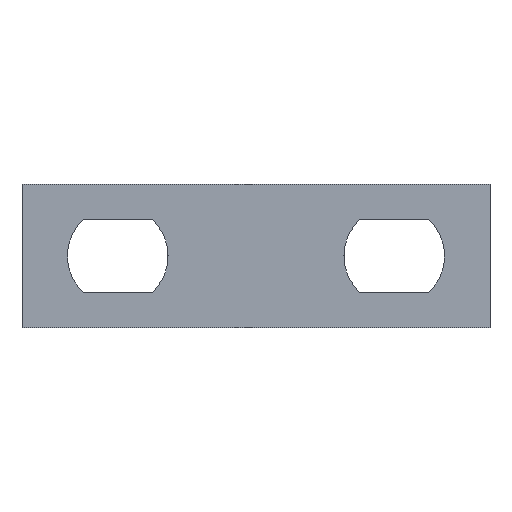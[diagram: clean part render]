
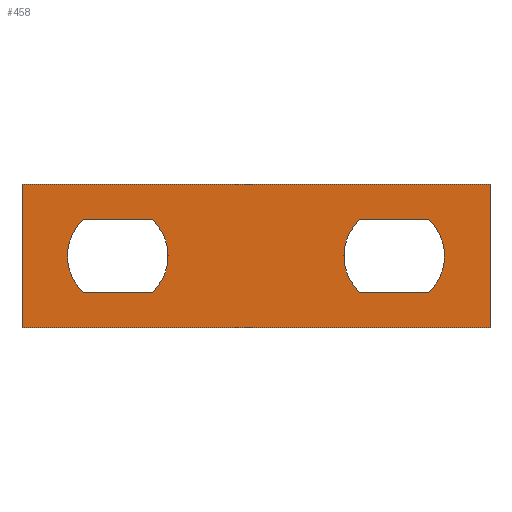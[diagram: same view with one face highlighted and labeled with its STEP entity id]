
A CAD part, top view. The second image highlights one B-rep face of the part: STEP entity #458.
In plain terms, the highlighted planar face has unit normal (0, 0, 1).
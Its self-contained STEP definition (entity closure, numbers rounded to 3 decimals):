
#220=AXIS2_PLACEMENT_3D('Circle Axis2P3D',#218,#219,$) ;
#282=AXIS2_PLACEMENT_3D('Circle Axis2P3D',#280,#281,$) ;
#339=AXIS2_PLACEMENT_3D('Circle Axis2P3D',#337,#338,$) ;
#396=AXIS2_PLACEMENT_3D('Circle Axis2P3D',#394,#395,$) ;
#438=AXIS2_PLACEMENT_3D('Plane Axis2P3D',#435,#436,#437) ;
#60=CARTESIAN_POINT('Vertex',(0.,0.,1.)) ;
#74=CARTESIAN_POINT('Vertex',(19.55,0.,1.)) ;
#77=CARTESIAN_POINT('Line Origine',(9.775,0.,1.)) ;
#105=CARTESIAN_POINT('Vertex',(19.55,6.,1.)) ;
#108=CARTESIAN_POINT('Line Origine',(19.55,3.,1.)) ;
#136=CARTESIAN_POINT('Vertex',(0.,6.,1.)) ;
#139=CARTESIAN_POINT('Line Origine',(9.775,6.,1.)) ;
#161=CARTESIAN_POINT('Line Origine',(0.,3.,1.)) ;
#178=CARTESIAN_POINT('Line Origine',(4.,1.475,1.)) ;
#182=CARTESIAN_POINT('Vertex',(2.556,1.475,1.)) ;
#184=CARTESIAN_POINT('Vertex',(5.444,1.475,1.)) ;
#218=CARTESIAN_POINT('Axis2P3D Location',(4.,3.,1.)) ;
#222=CARTESIAN_POINT('Vertex',(2.556,4.525,1.)) ;
#249=CARTESIAN_POINT('Line Origine',(4.,4.525,1.)) ;
#253=CARTESIAN_POINT('Vertex',(5.444,4.525,1.)) ;
#280=CARTESIAN_POINT('Axis2P3D Location',(4.,3.,1.)) ;
#297=CARTESIAN_POINT('Line Origine',(15.55,1.475,1.)) ;
#301=CARTESIAN_POINT('Vertex',(14.106,1.475,1.)) ;
#303=CARTESIAN_POINT('Vertex',(16.994,1.475,1.)) ;
#337=CARTESIAN_POINT('Axis2P3D Location',(15.55,3.,1.)) ;
#341=CARTESIAN_POINT('Vertex',(14.106,4.525,1.)) ;
#363=CARTESIAN_POINT('Line Origine',(15.55,4.525,1.)) ;
#367=CARTESIAN_POINT('Vertex',(16.994,4.525,1.)) ;
#394=CARTESIAN_POINT('Axis2P3D Location',(15.55,3.,1.)) ;
#435=CARTESIAN_POINT('Axis2P3D Location',(0.,0.,1.)) ;
#78=DIRECTION('Vector Direction',(1.,0.,0.)) ;
#109=DIRECTION('Vector Direction',(0.,1.,0.)) ;
#140=DIRECTION('Vector Direction',(-1.,0.,0.)) ;
#162=DIRECTION('Vector Direction',(0.,-1.,0.)) ;
#179=DIRECTION('Vector Direction',(1.,0.,0.)) ;
#219=DIRECTION('Axis2P3D Direction',(0.,0.,1.)) ;
#250=DIRECTION('Vector Direction',(1.,0.,0.)) ;
#281=DIRECTION('Axis2P3D Direction',(0.,0.,1.)) ;
#298=DIRECTION('Vector Direction',(1.,0.,0.)) ;
#338=DIRECTION('Axis2P3D Direction',(0.,0.,1.)) ;
#364=DIRECTION('Vector Direction',(1.,0.,0.)) ;
#395=DIRECTION('Axis2P3D Direction',(0.,0.,1.)) ;
#436=DIRECTION('Axis2P3D Direction',(0.,0.,1.)) ;
#437=DIRECTION('Axis2P3D XDirection',(1.,0.,0.)) ;
#79=VECTOR('Line Direction',#78,1.) ;
#110=VECTOR('Line Direction',#109,1.) ;
#141=VECTOR('Line Direction',#140,1.) ;
#163=VECTOR('Line Direction',#162,1.) ;
#180=VECTOR('Line Direction',#179,1.) ;
#251=VECTOR('Line Direction',#250,1.) ;
#299=VECTOR('Line Direction',#298,1.) ;
#365=VECTOR('Line Direction',#364,1.) ;
#441=ORIENTED_EDGE('',*,*,#81,.T.) ;
#442=ORIENTED_EDGE('',*,*,#112,.T.) ;
#443=ORIENTED_EDGE('',*,*,#143,.T.) ;
#444=ORIENTED_EDGE('',*,*,#165,.T.) ;
#447=ORIENTED_EDGE('',*,*,#186,.F.) ;
#448=ORIENTED_EDGE('',*,*,#224,.F.) ;
#449=ORIENTED_EDGE('',*,*,#255,.F.) ;
#450=ORIENTED_EDGE('',*,*,#284,.F.) ;
#453=ORIENTED_EDGE('',*,*,#305,.F.) ;
#454=ORIENTED_EDGE('',*,*,#343,.F.) ;
#455=ORIENTED_EDGE('',*,*,#369,.F.) ;
#456=ORIENTED_EDGE('',*,*,#398,.F.) ;
#451=FACE_BOUND('',#446,.T.) ;
#457=FACE_BOUND('',#452,.T.) ;
#458=ADVANCED_FACE('Koerper.2',(#445,#451,#457),#439,.T.) ;
#221=CIRCLE('generated circle',#220,2.1) ;
#283=CIRCLE('generated circle',#282,2.1) ;
#340=CIRCLE('generated circle',#339,2.1) ;
#397=CIRCLE('generated circle',#396,2.1) ;
#81=EDGE_CURVE('',#61,#75,#80,.T.) ;
#112=EDGE_CURVE('',#75,#106,#111,.T.) ;
#143=EDGE_CURVE('',#106,#137,#142,.T.) ;
#165=EDGE_CURVE('',#137,#61,#164,.T.) ;
#186=EDGE_CURVE('',#183,#185,#181,.T.) ;
#224=EDGE_CURVE('',#223,#183,#221,.T.) ;
#255=EDGE_CURVE('',#254,#223,#252,.F.) ;
#284=EDGE_CURVE('',#185,#254,#283,.T.) ;
#305=EDGE_CURVE('',#302,#304,#300,.T.) ;
#343=EDGE_CURVE('',#342,#302,#340,.T.) ;
#369=EDGE_CURVE('',#368,#342,#366,.F.) ;
#398=EDGE_CURVE('',#304,#368,#397,.T.) ;
#440=EDGE_LOOP('',(#441,#442,#443,#444)) ;
#446=EDGE_LOOP('',(#447,#448,#449,#450)) ;
#452=EDGE_LOOP('',(#453,#454,#455,#456)) ;
#445=FACE_OUTER_BOUND('',#440,.T.) ;
#80=LINE('Line',#77,#79) ;
#111=LINE('Line',#108,#110) ;
#142=LINE('Line',#139,#141) ;
#164=LINE('Line',#161,#163) ;
#181=LINE('Line',#178,#180) ;
#252=LINE('Line',#249,#251) ;
#300=LINE('Line',#297,#299) ;
#366=LINE('Line',#363,#365) ;
#439=PLANE('',#438) ;
#61=VERTEX_POINT('',#60) ;
#75=VERTEX_POINT('',#74) ;
#106=VERTEX_POINT('',#105) ;
#137=VERTEX_POINT('',#136) ;
#183=VERTEX_POINT('',#182) ;
#185=VERTEX_POINT('',#184) ;
#223=VERTEX_POINT('',#222) ;
#254=VERTEX_POINT('',#253) ;
#302=VERTEX_POINT('',#301) ;
#304=VERTEX_POINT('',#303) ;
#342=VERTEX_POINT('',#341) ;
#368=VERTEX_POINT('',#367) ;
